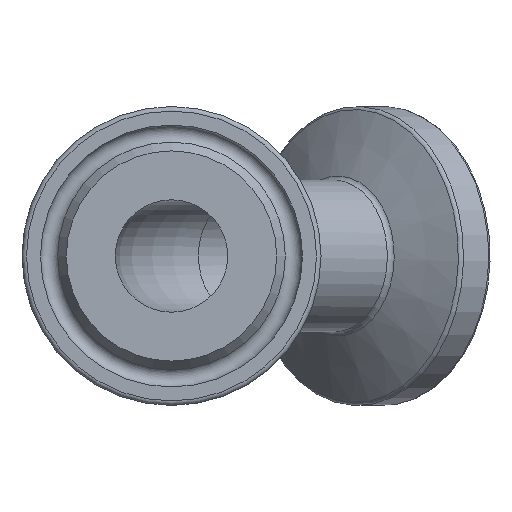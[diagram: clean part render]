
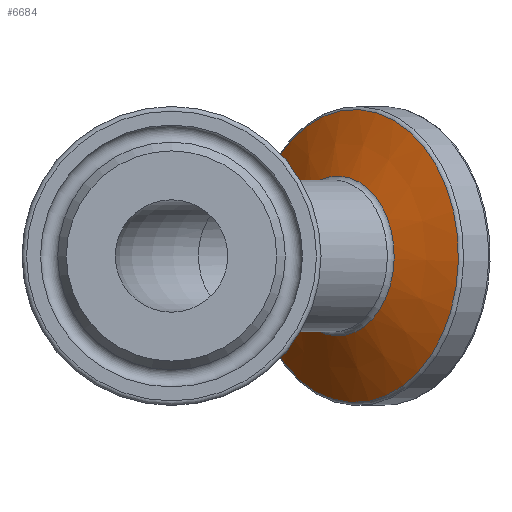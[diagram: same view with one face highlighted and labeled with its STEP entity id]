
A CAD part, front view. The second image highlights one B-rep face of the part: STEP entity #6684.
In plain terms, the highlighted conical face has half-angle 70 degrees and reference radius 9.423 mm.
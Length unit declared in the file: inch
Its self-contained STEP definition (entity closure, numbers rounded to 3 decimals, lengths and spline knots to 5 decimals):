
#15=CONICAL_SURFACE('',#7061,0.371,70.);
#109=FACE_BOUND('',#1226,.T.);
#801=FACE_OUTER_BOUND('',#1225,.T.);
#1225=EDGE_LOOP('',(#6192));
#1226=EDGE_LOOP('',(#6193));
#1394=CIRCLE('',#7060,0.48213);
#1395=CIRCLE('',#7062,0.26316);
#3278=VERTEX_POINT('',#14752);
#3279=VERTEX_POINT('',#14755);
#4255=EDGE_CURVE('',#3278,#3278,#1394,.T.);
#4256=EDGE_CURVE('',#3279,#3279,#1395,.T.);
#6192=ORIENTED_EDGE('',*,*,#4256,.F.);
#6193=ORIENTED_EDGE('',*,*,#4255,.F.);
#6684=ADVANCED_FACE('',(#801,#109),#15,.T.);
#7060=AXIS2_PLACEMENT_3D('',#14753,#8239,#8240);
#7061=AXIS2_PLACEMENT_3D('',#14754,#8241,#8242);
#7062=AXIS2_PLACEMENT_3D('',#14756,#8243,#8244);
#8239=DIRECTION('center_axis',(0.707,0.707,0.));
#8240=DIRECTION('ref_axis',(-0.148,0.148,-0.978));
#8241=DIRECTION('center_axis',(0.707,0.707,0.));
#8242=DIRECTION('ref_axis',(0.148,-0.148,0.978));
#8243=DIRECTION('center_axis',(-0.707,-0.707,0.));
#8244=DIRECTION('ref_axis',(-0.148,0.148,-0.978));
#14752=CARTESIAN_POINT('',(0.67471,0.84237,0.47141));
#14753=CARTESIAN_POINT('Origin',(0.60321,0.91387,0.));
#14754=CARTESIAN_POINT('Origin',(0.57461,0.88527,0.));
#14755=CARTESIAN_POINT('',(0.58588,0.81849,0.25731));
#14756=CARTESIAN_POINT('Origin',(0.54685,0.85751,0.));
